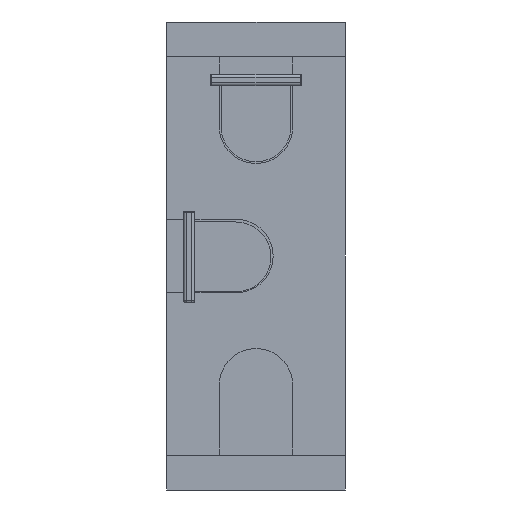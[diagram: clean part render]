
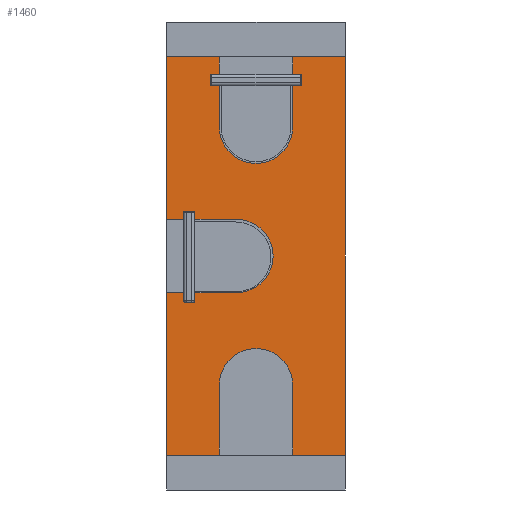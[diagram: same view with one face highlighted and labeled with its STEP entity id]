
A CAD part, front view. The second image highlights one B-rep face of the part: STEP entity #1460.
In plain terms, the highlighted planar face has unit normal (0, -1, 0).
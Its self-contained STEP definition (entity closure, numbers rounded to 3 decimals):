
#59=CIRCLE('',#1585,2.625);
#61=CIRCLE('',#1591,2.625);
#63=CIRCLE('',#1597,2.625);
#163=FACE_OUTER_BOUND('',#247,.T.);
#247=EDGE_LOOP('',(#997,#998,#999,#1000,#1001,#1002,#1003,#1004,#1005,#1006,
#1007,#1008,#1009,#1010,#1011,#1012));
#325=LINE('',#2179,#465);
#330=LINE('',#2193,#470);
#334=LINE('',#2202,#474);
#339=LINE('',#2216,#479);
#343=LINE('',#2225,#483);
#348=LINE('',#2239,#488);
#352=LINE('',#2247,#492);
#353=LINE('',#2248,#493);
#354=LINE('',#2250,#494);
#355=LINE('',#2251,#495);
#356=LINE('',#2253,#496);
#357=LINE('',#2255,#497);
#358=LINE('',#2256,#498);
#465=VECTOR('',#1738,10.);
#470=VECTOR('',#1751,10.);
#474=VECTOR('',#1759,10.);
#479=VECTOR('',#1772,10.);
#483=VECTOR('',#1780,10.);
#488=VECTOR('',#1793,10.);
#492=VECTOR('',#1801,10.);
#493=VECTOR('',#1802,10.);
#494=VECTOR('',#1803,10.);
#495=VECTOR('',#1804,10.);
#496=VECTOR('',#1805,10.);
#497=VECTOR('',#1806,10.);
#498=VECTOR('',#1807,10.);
#605=VERTEX_POINT('',#2177);
#606=VERTEX_POINT('',#2178);
#609=VERTEX_POINT('',#2186);
#611=VERTEX_POINT('',#2192);
#613=VERTEX_POINT('',#2200);
#614=VERTEX_POINT('',#2201);
#617=VERTEX_POINT('',#2209);
#619=VERTEX_POINT('',#2215);
#621=VERTEX_POINT('',#2223);
#622=VERTEX_POINT('',#2224);
#625=VERTEX_POINT('',#2232);
#627=VERTEX_POINT('',#2238);
#629=VERTEX_POINT('',#2246);
#630=VERTEX_POINT('',#2249);
#631=VERTEX_POINT('',#2252);
#632=VERTEX_POINT('',#2254);
#740=EDGE_CURVE('',#605,#606,#325,.T.);
#744=EDGE_CURVE('',#609,#605,#59,.T.);
#747=EDGE_CURVE('',#611,#609,#330,.T.);
#751=EDGE_CURVE('',#613,#614,#334,.T.);
#755=EDGE_CURVE('',#617,#613,#61,.T.);
#758=EDGE_CURVE('',#619,#617,#339,.T.);
#762=EDGE_CURVE('',#621,#622,#343,.T.);
#766=EDGE_CURVE('',#625,#621,#63,.T.);
#769=EDGE_CURVE('',#627,#625,#348,.T.);
#773=EDGE_CURVE('',#606,#629,#352,.T.);
#774=EDGE_CURVE('',#629,#627,#353,.T.);
#775=EDGE_CURVE('',#622,#630,#354,.T.);
#776=EDGE_CURVE('',#630,#619,#355,.T.);
#777=EDGE_CURVE('',#614,#631,#356,.T.);
#778=EDGE_CURVE('',#631,#632,#357,.T.);
#779=EDGE_CURVE('',#632,#611,#358,.T.);
#997=ORIENTED_EDGE('',*,*,#747,.T.);
#998=ORIENTED_EDGE('',*,*,#744,.T.);
#999=ORIENTED_EDGE('',*,*,#740,.T.);
#1000=ORIENTED_EDGE('',*,*,#773,.T.);
#1001=ORIENTED_EDGE('',*,*,#774,.T.);
#1002=ORIENTED_EDGE('',*,*,#769,.T.);
#1003=ORIENTED_EDGE('',*,*,#766,.T.);
#1004=ORIENTED_EDGE('',*,*,#762,.T.);
#1005=ORIENTED_EDGE('',*,*,#775,.T.);
#1006=ORIENTED_EDGE('',*,*,#776,.T.);
#1007=ORIENTED_EDGE('',*,*,#758,.T.);
#1008=ORIENTED_EDGE('',*,*,#755,.T.);
#1009=ORIENTED_EDGE('',*,*,#751,.T.);
#1010=ORIENTED_EDGE('',*,*,#777,.T.);
#1011=ORIENTED_EDGE('',*,*,#778,.T.);
#1012=ORIENTED_EDGE('',*,*,#779,.T.);
#1376=PLANE('',#1601);
#1460=ADVANCED_FACE('',(#163),#1376,.F.);
#1585=AXIS2_PLACEMENT_3D('',#2187,#1744,#1745);
#1591=AXIS2_PLACEMENT_3D('',#2210,#1765,#1766);
#1597=AXIS2_PLACEMENT_3D('',#2233,#1786,#1787);
#1601=AXIS2_PLACEMENT_3D('',#2245,#1799,#1800);
#1738=DIRECTION('',(0.,0.,1.));
#1744=DIRECTION('center_axis',(0.,1.,0.));
#1745=DIRECTION('ref_axis',(1.,0.,0.));
#1751=DIRECTION('',(0.,0.,-1.));
#1759=DIRECTION('',(0.,0.,-1.));
#1765=DIRECTION('center_axis',(0.,1.,0.));
#1766=DIRECTION('ref_axis',(-1.,0.,0.));
#1772=DIRECTION('',(0.,0.,1.));
#1780=DIRECTION('',(-1.,0.,0.));
#1786=DIRECTION('center_axis',(0.,1.,0.));
#1787=DIRECTION('ref_axis',(0.,0.,1.));
#1793=DIRECTION('',(1.,0.,0.));
#1799=DIRECTION('center_axis',(0.,1.,0.));
#1800=DIRECTION('ref_axis',(1.,0.,0.));
#1801=DIRECTION('',(-1.,0.,0.));
#1802=DIRECTION('',(0.,0.,-1.));
#1803=DIRECTION('',(0.,0.,-1.));
#1804=DIRECTION('',(1.,0.,0.));
#1805=DIRECTION('',(1.,0.,0.));
#1806=DIRECTION('',(0.,0.,1.));
#1807=DIRECTION('',(-1.,0.,0.));
#2177=CARTESIAN_POINT('',(3.775,0.,26.));
#2178=CARTESIAN_POINT('',(3.775,0.,31.));
#2179=CARTESIAN_POINT('',(3.775,0.,21.375));
#2186=CARTESIAN_POINT('',(9.025,0.,26.));
#2187=CARTESIAN_POINT('Origin',(6.4,0.,26.));
#2192=CARTESIAN_POINT('',(9.025,0.,31.));
#2193=CARTESIAN_POINT('',(9.025,0.,23.875));
#2200=CARTESIAN_POINT('',(9.025,0.,7.5));
#2201=CARTESIAN_POINT('',(9.025,0.,2.5));
#2202=CARTESIAN_POINT('',(9.025,0.,12.125));
#2209=CARTESIAN_POINT('',(3.775,0.,7.5));
#2210=CARTESIAN_POINT('Origin',(6.4,0.,7.5));
#2215=CARTESIAN_POINT('',(3.775,0.,2.5));
#2216=CARTESIAN_POINT('',(3.775,0.,9.625));
#2223=CARTESIAN_POINT('',(5.,0.,14.125));
#2224=CARTESIAN_POINT('',(0.,0.,14.125));
#2225=CARTESIAN_POINT('',(5.7,0.,14.125));
#2232=CARTESIAN_POINT('',(5.,0.,19.375));
#2233=CARTESIAN_POINT('Origin',(5.,0.,16.75));
#2238=CARTESIAN_POINT('',(0.,0.,19.375));
#2239=CARTESIAN_POINT('',(3.2,0.,19.375));
#2245=CARTESIAN_POINT('Origin',(6.4,0.,16.75));
#2246=CARTESIAN_POINT('',(0.,0.,31.));
#2247=CARTESIAN_POINT('',(9.6,0.,31.));
#2248=CARTESIAN_POINT('',(0.,0.,33.5));
#2249=CARTESIAN_POINT('',(0.,0.,2.5));
#2250=CARTESIAN_POINT('',(0.,0.,33.5));
#2251=CARTESIAN_POINT('',(3.2,0.,2.5));
#2252=CARTESIAN_POINT('',(12.8,0.,2.5));
#2253=CARTESIAN_POINT('',(3.2,0.,2.5));
#2254=CARTESIAN_POINT('',(12.8,0.,31.));
#2255=CARTESIAN_POINT('',(12.8,0.,0.));
#2256=CARTESIAN_POINT('',(9.6,0.,31.));
